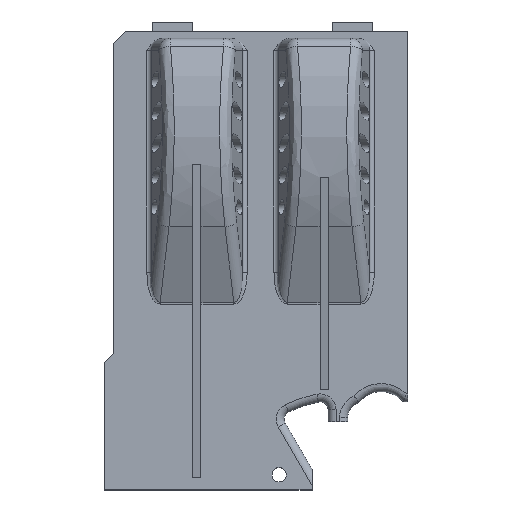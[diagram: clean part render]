
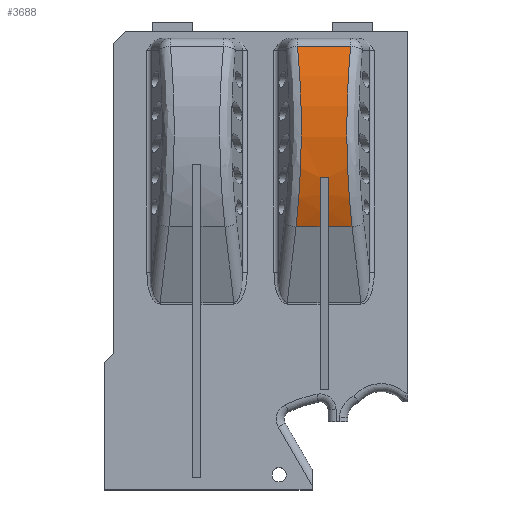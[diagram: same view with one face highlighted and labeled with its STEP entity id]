
A CAD part, top view. The second image highlights one B-rep face of the part: STEP entity #3688.
In plain terms, the highlighted cylindrical face has radius 60.137 mm (diameter 120.274 mm), a partial arc.
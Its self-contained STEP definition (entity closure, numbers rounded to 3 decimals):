
#155=ELLIPSE('',#3950,62.055,60.137);
#171=ELLIPSE('',#4000,62.055,60.137);
#443=FACE_OUTER_BOUND('',#658,.T.);
#658=EDGE_LOOP('',(#2815,#2816,#2817,#2818,#2819,#2820,#2821,#2822));
#886=LINE('',#5654,#1200);
#898=LINE('',#5734,#1212);
#904=LINE('',#5808,#1218);
#922=LINE('',#5880,#1236);
#1200=VECTOR('',#4458,10.);
#1212=VECTOR('',#4514,10.);
#1218=VECTOR('',#4564,10.);
#1236=VECTOR('',#4616,10.);
#1506=CIRCLE('',#3974,60.137);
#1511=CIRCLE('',#3999,60.137);
#1638=VERTEX_POINT('',#5562);
#1653=VERTEX_POINT('',#5627);
#1659=VERTEX_POINT('',#5652);
#1673=VERTEX_POINT('',#5725);
#1674=VERTEX_POINT('',#5727);
#1690=VERTEX_POINT('',#5802);
#1691=VERTEX_POINT('',#5806);
#1693=VERTEX_POINT('',#5812);
#2055=EDGE_CURVE('',#1638,#1653,#155,.T.);
#2063=EDGE_CURVE('',#1659,#1638,#886,.T.);
#2086=EDGE_CURVE('',#1674,#1673,#1506,.T.);
#2090=EDGE_CURVE('',#1673,#1653,#898,.T.);
#2112=EDGE_CURVE('',#1690,#1691,#904,.T.);
#2115=EDGE_CURVE('',#1691,#1693,#1511,.T.);
#2116=EDGE_CURVE('',#1690,#1659,#171,.T.);
#2136=EDGE_CURVE('',#1693,#1674,#922,.T.);
#2815=ORIENTED_EDGE('',*,*,#2116,.F.);
#2816=ORIENTED_EDGE('',*,*,#2112,.T.);
#2817=ORIENTED_EDGE('',*,*,#2115,.T.);
#2818=ORIENTED_EDGE('',*,*,#2136,.T.);
#2819=ORIENTED_EDGE('',*,*,#2086,.T.);
#2820=ORIENTED_EDGE('',*,*,#2090,.T.);
#2821=ORIENTED_EDGE('',*,*,#2055,.F.);
#2822=ORIENTED_EDGE('',*,*,#2063,.F.);
#3618=CYLINDRICAL_SURFACE('',#4014,60.137);
#3688=ADVANCED_FACE('',(#443),#3618,.T.);
#3950=AXIS2_PLACEMENT_3D('',#5628,#4447,#4448);
#3974=AXIS2_PLACEMENT_3D('',#5728,#4507,#4508);
#3999=AXIS2_PLACEMENT_3D('',#5814,#4569,#4570);
#4000=AXIS2_PLACEMENT_3D('',#5840,#4571,#4572);
#4014=AXIS2_PLACEMENT_3D('',#5879,#4614,#4615);
#4447=DIRECTION('center_axis',(0.969,0.,
0.247));
#4448=DIRECTION('ref_axis',(-0.247,0.,0.969));
#4458=DIRECTION('',(1.,0.,0.));
#4507=DIRECTION('center_axis',(1.,0.,0.));
#4508=DIRECTION('ref_axis',(0.,0.38,0.925));
#4514=DIRECTION('',(1.,0.,0.));
#4564=DIRECTION('',(1.,0.,0.));
#4569=DIRECTION('center_axis',(-1.,0.,0.));
#4570=DIRECTION('ref_axis',(0.,0.38,0.925));
#4571=DIRECTION('center_axis',(-0.969,0.,
0.247));
#4572=DIRECTION('ref_axis',(0.247,0.,0.969));
#4614=DIRECTION('center_axis',(1.,0.,0.));
#4615=DIRECTION('ref_axis',(0.,0.38,0.925));
#4616=DIRECTION('',(1.,0.,0.));
#5562=CARTESIAN_POINT('',(27.632,128.141,12.764));
#5627=CARTESIAN_POINT('',(27.983,83.,11.383));
#5628=CARTESIAN_POINT('Origin',(41.991,107.275,-43.637));
#5652=CARTESIAN_POINT('',(14.368,128.141,12.764));
#5654=CARTESIAN_POINT('',(21.,128.141,12.764));
#5725=CARTESIAN_POINT('',(22.,83.,11.383));
#5727=CARTESIAN_POINT('',(22.,95.272,15.29));
#5728=CARTESIAN_POINT('Origin',(22.,107.275,-43.637));
#5734=CARTESIAN_POINT('',(21.,83.,11.383));
#5802=CARTESIAN_POINT('',(14.017,83.,11.383));
#5806=CARTESIAN_POINT('',(20.,83.,11.383));
#5808=CARTESIAN_POINT('',(21.,83.,11.383));
#5812=CARTESIAN_POINT('',(20.,95.272,15.29));
#5814=CARTESIAN_POINT('Origin',(20.,107.275,-43.637));
#5840=CARTESIAN_POINT('Origin',(0.009,107.275,-43.637));
#5879=CARTESIAN_POINT('Origin',(21.,107.275,-43.637));
#5880=CARTESIAN_POINT('',(21.,95.272,15.29));
